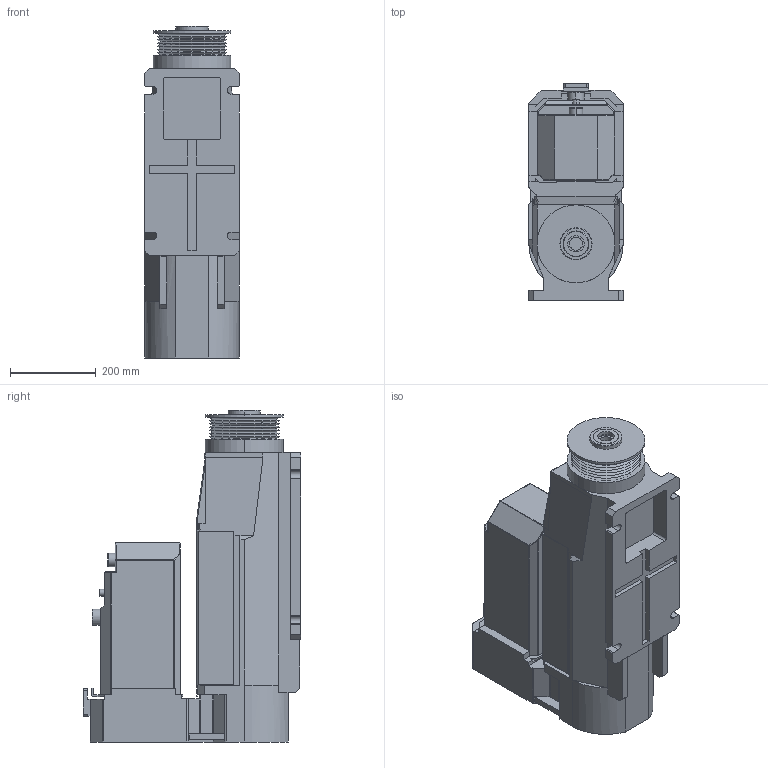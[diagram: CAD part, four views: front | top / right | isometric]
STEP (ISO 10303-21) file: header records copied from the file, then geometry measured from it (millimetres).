
FILE_DESCRIPTION (( 'STEP AP203' ), '1' );
FILE_NAME ('JPU-5004CL外形図.STEP', '2007-05-30T04:54:42', ( '' ), ( '' ), 'SwSTEP 2.0', 'SolidWorks 2006104', '' );
FILE_SCHEMA (( 'CONFIG_CONTROL_DESIGN' ));
Length unit declared in the file: millimetre
Products named in the file (3): 僕儍僶儔_棉太倌; JPU-5004CL外形図; JPU-5004CL_蹬怮椔
Assembly tree (2 placements, depth 2):
  JPU-5004CL外形図
    JPU-5004CL_蹬怮椔
    僕儍僶儔_棉太倌
Bounding box: 220 x 508 x 775 mm (x, y, z)
Volume: 51233297.6 mm3; surface area: 1585463.9 mm2
Topology: 2 solids, 2 shells, 489 faces, 1241 edges, 757 vertices
Faces by surface type: plane 234, cone 146, cylinder 89, bspline 20
Entity records: 15988 total; most frequent: CARTESIAN_POINT 3859, DIRECTION 2508, ORIENTED_EDGE 2466, EDGE_CURVE 1233, VECTOR 858, LINE 858, AXIS2_PLACEMENT_3D 825, VERTEX_POINT 757
